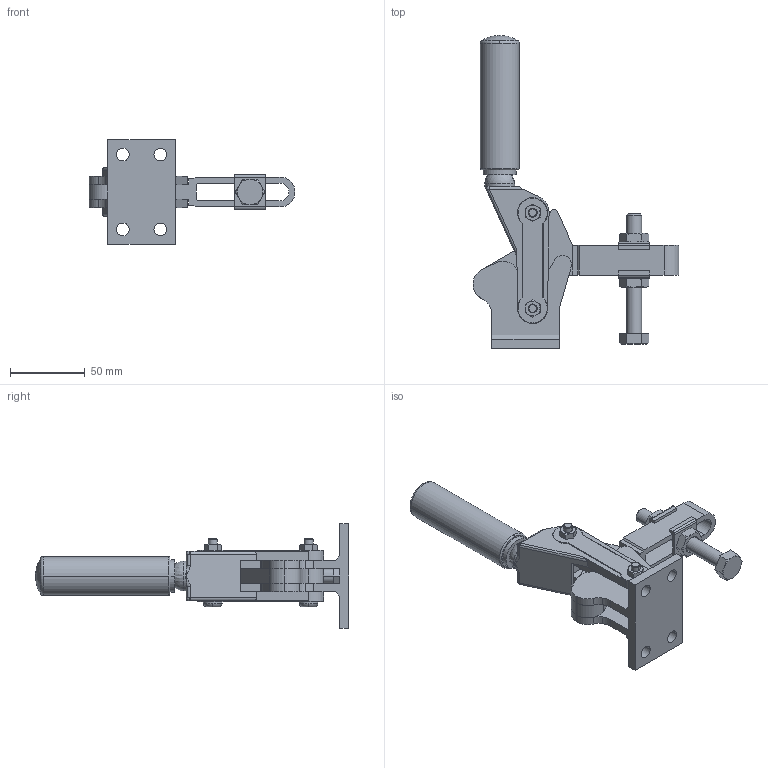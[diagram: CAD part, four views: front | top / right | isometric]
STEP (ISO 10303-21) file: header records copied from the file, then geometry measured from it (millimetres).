
FILE_DESCRIPTION((''),'2;1');
FILE_NAME('M19UB.stp','2008-01-04T10:13:01',('david'),(''),'Autodesk Inventor 8','Autodesk Inventor 8','');
FILE_SCHEMA(('AUTOMOTIVE_DESIGN { 1 0 10303 214 1 1 1 1 }'));
Length unit declared in the file: millimetre
Products named in the file (7): M19UB; M19UB1; M19UB2; M19UB3; M19UB4; M19UB5; M19UB6
Assembly tree (6 placements, depth 2):
  M19UB
    M19UB1
    M19UB2
    M19UB3
    M19UB4
    M19UB5
    M19UB6
Bounding box: 137.6 x 209.19 x 70 mm (x, y, z)
Volume: 196942 mm3; surface area: 68503 mm2
Topology: 7 solids, 7 shells, 373 faces, 964 edges, 613 vertices
Faces by surface type: cylinder 132, plane 126, cone 70, torus 20, bspline 19, sphere 6
Entity records: 11931 total; most frequent: CARTESIAN_POINT 2631, DIRECTION 1990, ORIENTED_EDGE 1912, EDGE_CURVE 956, AXIS2_PLACEMENT_3D 772, VERTEX_POINT 611, VECTOR 446, LINE 446
